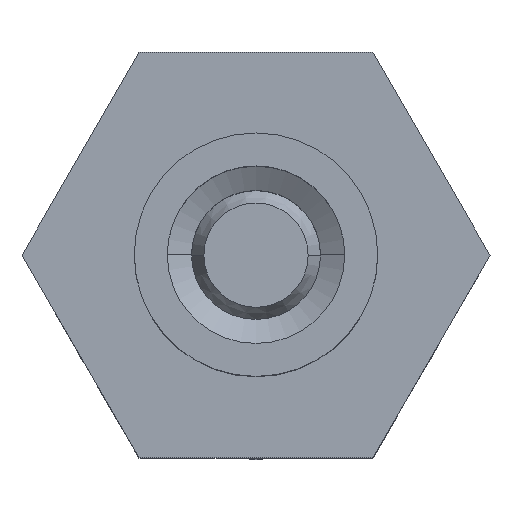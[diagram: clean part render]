
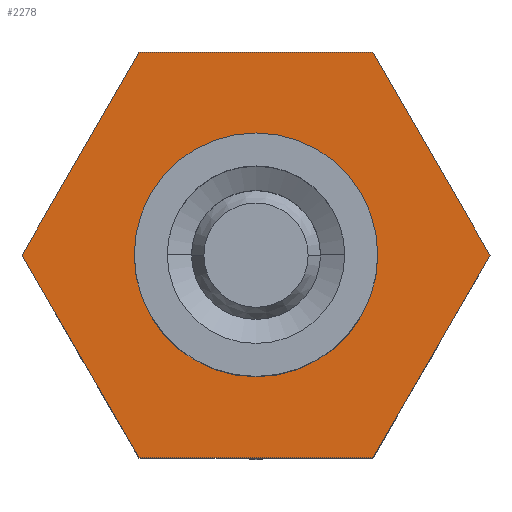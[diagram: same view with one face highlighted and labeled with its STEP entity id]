
A CAD part, top view. The second image highlights one B-rep face of the part: STEP entity #2278.
In plain terms, the highlighted planar face has unit normal (0, 0, 1).
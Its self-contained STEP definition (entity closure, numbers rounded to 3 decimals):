
#322=DIRECTION('',(1.,0.,0.));
#323=VECTOR('',#322,2.891);
#324=CARTESIAN_POINT('',(-1.445,-2.504,3.504));
#325=LINE('',#324,#323);
#326=DIRECTION('',(0.5,-0.866,0.));
#327=VECTOR('',#326,2.891);
#328=CARTESIAN_POINT('',(-2.891,0.,3.504));
#329=LINE('',#328,#327);
#330=DIRECTION('',(-0.5,-0.866,0.));
#331=VECTOR('',#330,2.891);
#332=CARTESIAN_POINT('',(-1.445,2.504,3.504));
#333=LINE('',#332,#331);
#334=DIRECTION('',(-1.,0.,0.));
#335=VECTOR('',#334,2.891);
#336=CARTESIAN_POINT('',(1.445,2.504,3.504));
#337=LINE('',#336,#335);
#338=DIRECTION('',(-0.5,0.866,0.));
#339=VECTOR('',#338,2.891);
#340=CARTESIAN_POINT('',(2.891,0.,3.504));
#341=LINE('',#340,#339);
#342=DIRECTION('',(0.5,0.866,0.));
#343=VECTOR('',#342,2.891);
#344=CARTESIAN_POINT('',(1.445,-2.504,3.504));
#345=LINE('',#344,#343);
#346=CARTESIAN_POINT('',(0.,0.,3.504));
#347=DIRECTION('',(0.,0.,1.));
#348=DIRECTION('',(0.,1.,0.));
#349=AXIS2_PLACEMENT_3D('',#346,#347,#348);
#351=CARTESIAN_POINT('',(0.,0.,3.504));
#352=DIRECTION('',(0.,0.,1.));
#353=DIRECTION('',(0.,-1.,0.));
#354=AXIS2_PLACEMENT_3D('',#351,#352,#353);
#1678=CARTESIAN_POINT('',(-1.445,-2.504,3.504));
#1679=CARTESIAN_POINT('',(1.445,-2.504,3.504));
#1680=VERTEX_POINT('',#1678);
#1681=VERTEX_POINT('',#1679);
#1682=CARTESIAN_POINT('',(2.891,0.,3.504));
#1683=VERTEX_POINT('',#1682);
#1684=CARTESIAN_POINT('',(1.445,2.504,3.504));
#1685=VERTEX_POINT('',#1684);
#1686=CARTESIAN_POINT('',(-1.445,2.504,3.504));
#1687=VERTEX_POINT('',#1686);
#1688=CARTESIAN_POINT('',(-2.891,0.,3.504));
#1689=VERTEX_POINT('',#1688);
#1697=CARTESIAN_POINT('',(0.,1.504,3.504));
#1698=CARTESIAN_POINT('',(0.,-1.504,3.504));
#1699=VERTEX_POINT('',#1697);
#1700=VERTEX_POINT('',#1698);
#2259=CARTESIAN_POINT('',(0.,0.,3.504));
#2260=DIRECTION('',(0.,0.,1.));
#2261=DIRECTION('',(1.,0.,0.));
#2262=AXIS2_PLACEMENT_3D('',#2259,#2260,#2261);
#2263=PLANE('',#2262);
#2264=ORIENTED_EDGE('',*,*,#2225,.F.);
#2265=ORIENTED_EDGE('',*,*,#2239,.F.);
#2266=ORIENTED_EDGE('',*,*,#2253,.F.);
#2267=ORIENTED_EDGE('',*,*,#2182,.F.);
#2268=ORIENTED_EDGE('',*,*,#2197,.F.);
#2269=ORIENTED_EDGE('',*,*,#2211,.F.);
#2270=EDGE_LOOP('',(#2264,#2265,#2266,#2267,#2268,#2269));
#2271=FACE_OUTER_BOUND('',#2270,.F.);
#2273=ORIENTED_EDGE('',*,*,#2272,.T.);
#2275=ORIENTED_EDGE('',*,*,#2274,.T.);
#2276=EDGE_LOOP('',(#2273,#2275));
#2277=FACE_BOUND('',#2276,.F.);
#2278=ADVANCED_FACE('',(#2271,#2277),#2263,.T.);
#350=CIRCLE('',#349,1.504);
#355=CIRCLE('',#354,1.504);
#2182=EDGE_CURVE('',#1685,#1687,#337,.T.);
#2197=EDGE_CURVE('',#1683,#1685,#341,.T.);
#2211=EDGE_CURVE('',#1681,#1683,#345,.T.);
#2225=EDGE_CURVE('',#1680,#1681,#325,.T.);
#2239=EDGE_CURVE('',#1689,#1680,#329,.T.);
#2253=EDGE_CURVE('',#1687,#1689,#333,.T.);
#2272=EDGE_CURVE('',#1699,#1700,#350,.T.);
#2274=EDGE_CURVE('',#1700,#1699,#355,.T.);
